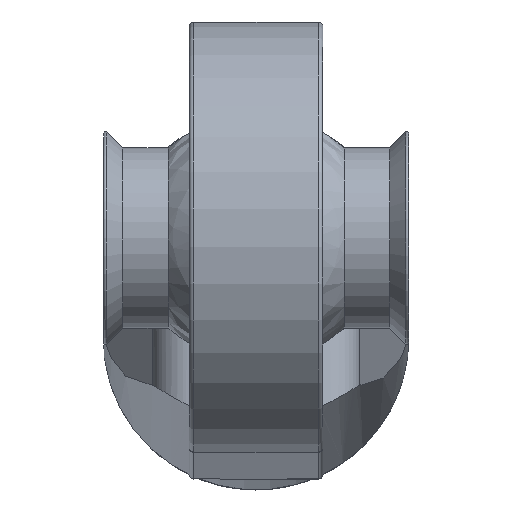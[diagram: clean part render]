
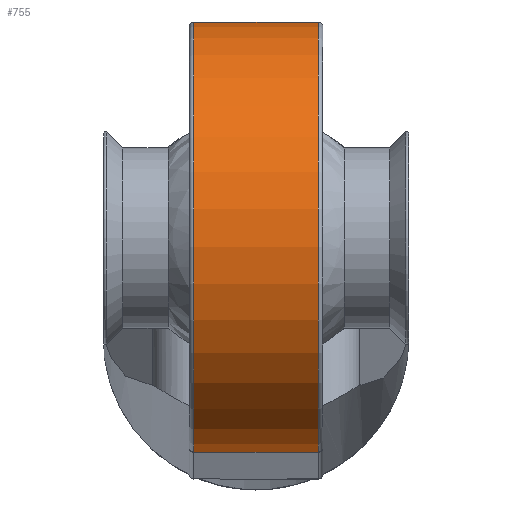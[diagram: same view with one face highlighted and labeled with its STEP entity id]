
A CAD part, top view. The second image highlights one B-rep face of the part: STEP entity #755.
In plain terms, the highlighted cylindrical face has radius 4.95 mm (diameter 9.9 mm), a partial arc.
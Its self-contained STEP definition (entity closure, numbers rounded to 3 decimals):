
#25=LINE('',#1434,#43);
#27=LINE('',#1443,#45);
#43=VECTOR('',#971,2.86);
#45=VECTOR('',#975,2.86);
#132=CYLINDRICAL_SURFACE('',#832,4.95);
#197=FACE_OUTER_BOUND('',#263,.T.);
#263=EDGE_LOOP('',(#595,#596,#597,#598));
#315=CIRCLE('',#821,4.95);
#323=CIRCLE('',#833,4.95);
#363=VERTEX_POINT('',#1191);
#365=VERTEX_POINT('',#1197);
#379=VERTEX_POINT('',#1433);
#381=VERTEX_POINT('',#1442);
#436=EDGE_CURVE('',#365,#363,#315,.T.);
#460=EDGE_CURVE('',#363,#379,#25,.T.);
#463=EDGE_CURVE('',#381,#365,#27,.T.);
#464=EDGE_CURVE('',#379,#381,#323,.T.);
#595=ORIENTED_EDGE('',*,*,#436,.F.);
#596=ORIENTED_EDGE('',*,*,#463,.F.);
#597=ORIENTED_EDGE('',*,*,#464,.F.);
#598=ORIENTED_EDGE('',*,*,#460,.F.);
#755=ADVANCED_FACE('',(#197),#132,.T.);
#821=AXIS2_PLACEMENT_3D('',#1199,#947,#948);
#832=AXIS2_PLACEMENT_3D('',#1441,#973,#974);
#833=AXIS2_PLACEMENT_3D('',#1444,#976,#977);
#947=DIRECTION('center_axis',(0.,0.,-1.));
#948=DIRECTION('ref_axis',(0.,1.,0.));
#971=DIRECTION('',(0.,0.,1.));
#973=DIRECTION('center_axis',(0.,0.,1.));
#974=DIRECTION('ref_axis',(1.,0.,0.));
#975=DIRECTION('',(0.,0.,-1.));
#976=DIRECTION('center_axis',(0.,0.,1.));
#977=DIRECTION('ref_axis',(0.,1.,0.));
#1191=CARTESIAN_POINT('',(4.95,0.,-1.43));
#1197=CARTESIAN_POINT('',(-4.95,0.,-1.43));
#1199=CARTESIAN_POINT('Origin',(0.,0.,-1.43));
#1433=CARTESIAN_POINT('',(4.95,0.,1.43));
#1434=CARTESIAN_POINT('',(4.95,0.,0.));
#1441=CARTESIAN_POINT('Origin',(0.,0.,0.));
#1442=CARTESIAN_POINT('',(-4.95,0.,1.43));
#1443=CARTESIAN_POINT('',(-4.95,0.,0.));
#1444=CARTESIAN_POINT('Origin',(0.,0.,1.43));
